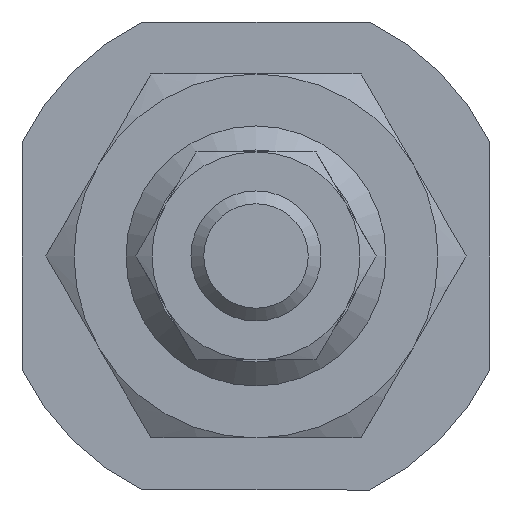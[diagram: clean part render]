
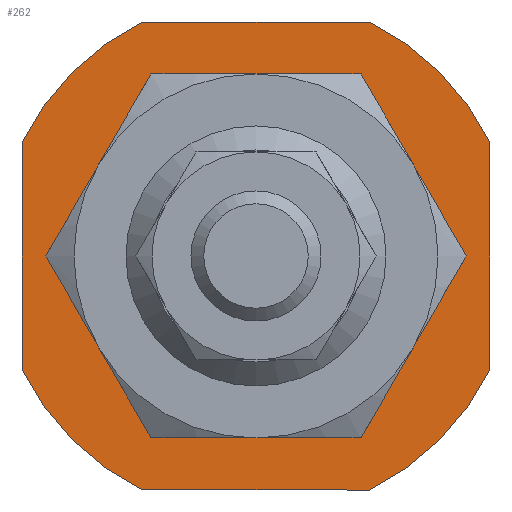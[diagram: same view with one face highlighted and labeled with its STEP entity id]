
A CAD part, left-side view. The second image highlights one B-rep face of the part: STEP entity #262.
In plain terms, the highlighted planar face has unit normal (-1, 0, 0).
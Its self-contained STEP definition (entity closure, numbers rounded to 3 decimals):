
#262 = ADVANCED_FACE( '', ( #549, #550 ), #551, .F. );
#549 = FACE_BOUND( '', #915, .T. );
#550 = FACE_OUTER_BOUND( '', #916, .T. );
#551 = PLANE( '', #917 );
#915 = EDGE_LOOP( '', ( #1373 ) );
#916 = EDGE_LOOP( '', ( #1374, #1375, #1376, #1377, #1378, #1379, #1380, #1381 ) );
#917 = AXIS2_PLACEMENT_3D( '', #1382, #1383, #1384 );
#1373 = ORIENTED_EDGE( '', *, *, #2049, .T. );
#1374 = ORIENTED_EDGE( '', *, *, #2050, .F. );
#1375 = ORIENTED_EDGE( '', *, *, #2051, .F. );
#1376 = ORIENTED_EDGE( '', *, *, #2052, .F. );
#1377 = ORIENTED_EDGE( '', *, *, #2053, .F. );
#1378 = ORIENTED_EDGE( '', *, *, #2054, .F. );
#1379 = ORIENTED_EDGE( '', *, *, #2055, .F. );
#1380 = ORIENTED_EDGE( '', *, *, #2056, .F. );
#1381 = ORIENTED_EDGE( '', *, *, #2057, .F. );
#1382 = CARTESIAN_POINT( '', ( 8., 0., 0. ) );
#1383 = DIRECTION( '', ( 1., 0., 0. ) );
#1384 = DIRECTION( '', ( 0., 0., -1. ) );
#2049 = EDGE_CURVE( '', #2393, #2393, #2394, .T. );
#2050 = EDGE_CURVE( '', #2395, #2396, #2397, .T. );
#2051 = EDGE_CURVE( '', #2398, #2395, #2399, .T. );
#2052 = EDGE_CURVE( '', #2400, #2398, #2401, .T. );
#2053 = EDGE_CURVE( '', #2402, #2400, #2403, .T. );
#2054 = EDGE_CURVE( '', #2404, #2402, #2405, .T. );
#2055 = EDGE_CURVE( '', #2406, #2404, #2407, .T. );
#2056 = EDGE_CURVE( '', #2408, #2406, #2409, .T. );
#2057 = EDGE_CURVE( '', #2396, #2408, #2410, .T. );
#2393 = VERTEX_POINT( '', #2988 );
#2394 = CIRCLE( '', #2989, 5. );
#2395 = VERTEX_POINT( '', #2990 );
#2396 = VERTEX_POINT( '', #2991 );
#2397 = LINE( '', #2992, #2993 );
#2398 = VERTEX_POINT( '', #2994 );
#2399 = CIRCLE( '', #2995, 10. );
#2400 = VERTEX_POINT( '', #2996 );
#2401 = LINE( '', #2997, #2998 );
#2402 = VERTEX_POINT( '', #2999 );
#2403 = CIRCLE( '', #3000, 10. );
#2404 = VERTEX_POINT( '', #3001 );
#2405 = LINE( '', #3002, #3003 );
#2406 = VERTEX_POINT( '', #3004 );
#2407 = CIRCLE( '', #3005, 10. );
#2408 = VERTEX_POINT( '', #3006 );
#2409 = LINE( '', #3007, #3008 );
#2410 = CIRCLE( '', #3009, 10. );
#2988 = CARTESIAN_POINT( '', ( 8., 0., -5. ) );
#2989 = AXIS2_PLACEMENT_3D( '', #3497, #3498, #3499 );
#2990 = CARTESIAN_POINT( '', ( 8., 4.359, 9. ) );
#2991 = CARTESIAN_POINT( '', ( 8., -4.359, 9. ) );
#2992 = CARTESIAN_POINT( '', ( 8., 4.359, 9. ) );
#2993 = VECTOR( '', #3500, 1000. );
#2994 = CARTESIAN_POINT( '', ( 8., 9., 4.359 ) );
#2995 = AXIS2_PLACEMENT_3D( '', #3501, #3502, #3503 );
#2996 = CARTESIAN_POINT( '', ( 8., 9., -4.359 ) );
#2997 = CARTESIAN_POINT( '', ( 8., 9., -4.359 ) );
#2998 = VECTOR( '', #3504, 1000. );
#2999 = CARTESIAN_POINT( '', ( 8., 4.359, -9. ) );
#3000 = AXIS2_PLACEMENT_3D( '', #3505, #3506, #3507 );
#3001 = CARTESIAN_POINT( '', ( 8., -4.359, -9. ) );
#3002 = CARTESIAN_POINT( '', ( 8., -4.359, -9. ) );
#3003 = VECTOR( '', #3508, 1000. );
#3004 = CARTESIAN_POINT( '', ( 8., -9., -4.359 ) );
#3005 = AXIS2_PLACEMENT_3D( '', #3509, #3510, #3511 );
#3006 = CARTESIAN_POINT( '', ( 8., -9., 4.359 ) );
#3007 = CARTESIAN_POINT( '', ( 8., -9., 4.359 ) );
#3008 = VECTOR( '', #3512, 1000. );
#3009 = AXIS2_PLACEMENT_3D( '', #3513, #3514, #3515 );
#3497 = CARTESIAN_POINT( '', ( 8., 0., 0. ) );
#3498 = DIRECTION( '', ( 1., 0., 0. ) );
#3499 = DIRECTION( '', ( 0., 0., -1. ) );
#3500 = DIRECTION( '', ( 0., -1., 0. ) );
#3501 = CARTESIAN_POINT( '', ( 8., 0., 0. ) );
#3502 = DIRECTION( '', ( 1., 0., 0. ) );
#3503 = DIRECTION( '', ( 0., 0., -1. ) );
#3504 = DIRECTION( '', ( 0., 0., 1. ) );
#3505 = CARTESIAN_POINT( '', ( 8., 0., 0. ) );
#3506 = DIRECTION( '', ( 1., 0., 0. ) );
#3507 = DIRECTION( '', ( 0., 0., -1. ) );
#3508 = DIRECTION( '', ( 0., 1., 0. ) );
#3509 = CARTESIAN_POINT( '', ( 8., 0., 0. ) );
#3510 = DIRECTION( '', ( 1., 0., 0. ) );
#3511 = DIRECTION( '', ( 0., 0., -1. ) );
#3512 = DIRECTION( '', ( 0., 0., -1. ) );
#3513 = CARTESIAN_POINT( '', ( 8., 0., 0. ) );
#3514 = DIRECTION( '', ( 1., 0., 0. ) );
#3515 = DIRECTION( '', ( 0., 0., -1. ) );
